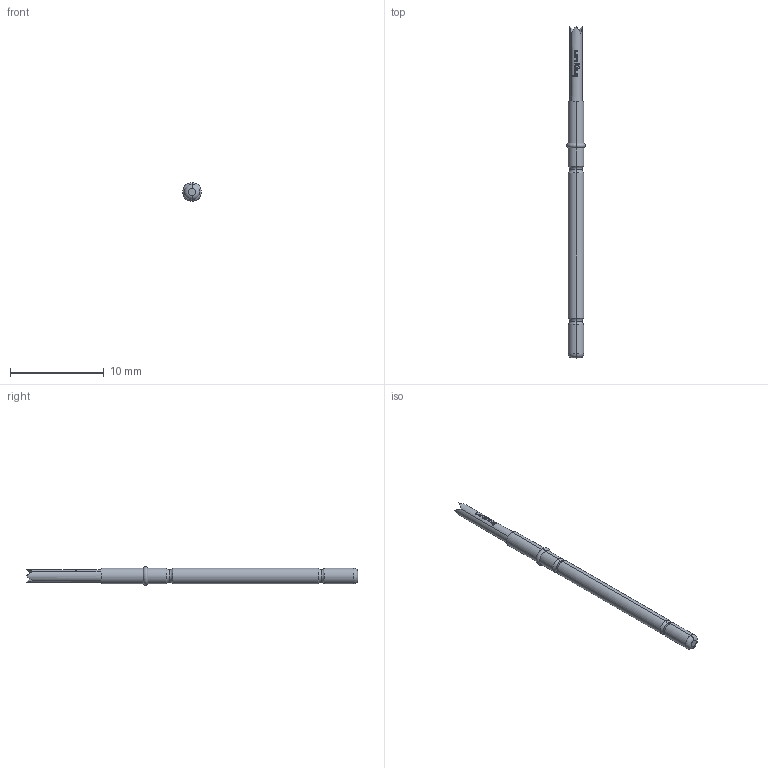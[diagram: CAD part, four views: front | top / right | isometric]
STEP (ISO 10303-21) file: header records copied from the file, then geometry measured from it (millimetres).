
FILE_DESCRIPTION (( 'STEP AP203' ), '1' );
FILE_NAME ('INGUN_GKS-912_204_130_A_xx05.STEP', '2021-09-27T13:07:18', ( 'ochi' ), ( '' ), 'SwSTEP 2.0', 'SolidWorks 2018', '' );
FILE_SCHEMA (( 'CONFIG_CONTROL_DESIGN' ));
Length unit declared in the file: millimetre
Products named in the file (1): INGUN_GKS-912_204_130_A_xx05
Bounding box: 2 x 35.4 x 2 mm (x, y, z)
Volume: 68.3 mm3; surface area: 179.5 mm2
Topology: 1 solids, 1 shells, 100 faces, 248 edges, 157 vertices
Faces by surface type: plane 50, bspline 22, cylinder 16, torus 12
Entity records: 3957 total; most frequent: CARTESIAN_POINT 1940, ORIENTED_EDGE 496, DIRECTION 248, EDGE_CURVE 248, B_SPLINE_CURVE_WITH_KNOTS 186, VERTEX_POINT 157, AXIS2_PLACEMENT_3D 115, EDGE_LOOP 107
